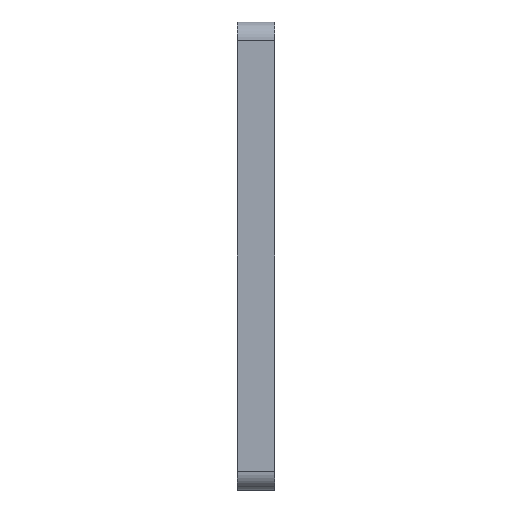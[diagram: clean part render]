
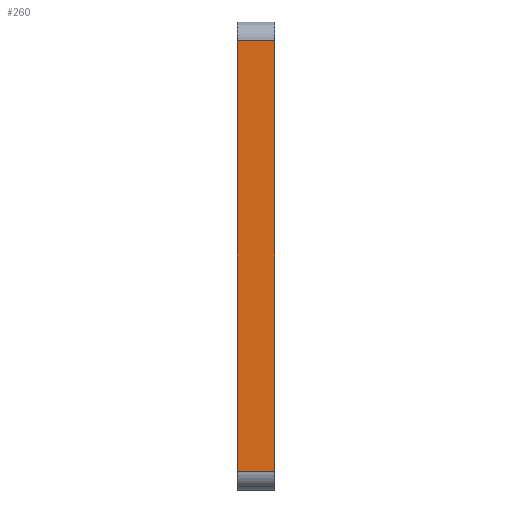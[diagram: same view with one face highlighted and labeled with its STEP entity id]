
A CAD part, left-side view. The second image highlights one B-rep face of the part: STEP entity #260.
In plain terms, the highlighted planar face has unit normal (-1, 0, 0).
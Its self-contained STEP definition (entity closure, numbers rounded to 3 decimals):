
#10 = LINE ( 'NONE', #1413, #871 ) ;
#30 = ORIENTED_EDGE ( 'NONE', *, *, #585, .T. ) ;
#34 = CARTESIAN_POINT ( 'NONE',  ( -40., 0., -23. ) ) ;
#86 = LINE ( 'NONE', #1108, #1461 ) ;
#215 = EDGE_CURVE ( 'NONE', #1524, #1248, #677, .T. ) ;
#231 = CARTESIAN_POINT ( 'NONE',  ( -40., 2., -23. ) ) ;
#235 = ORIENTED_EDGE ( 'NONE', *, *, #1160, .F. ) ;
#256 = DIRECTION ( 'NONE',  ( 0., 1., 0. ) ) ;
#260 = ADVANCED_FACE ( 'NONE', ( #1439 ), #657, .F. ) ;
#281 = CARTESIAN_POINT ( 'NONE',  ( -40., 2., -25. ) ) ;
#292 = EDGE_LOOP ( 'NONE', ( #235, #294, #922, #30 ) ) ;
#294 = ORIENTED_EDGE ( 'NONE', *, *, #554, .T. ) ;
#554 = EDGE_CURVE ( 'NONE', #1299, #1524, #1387, .T. ) ;
#585 = EDGE_CURVE ( 'NONE', #1248, #1092, #10, .T. ) ;
#657 = PLANE ( 'NONE',  #668 ) ;
#668 = AXIS2_PLACEMENT_3D ( 'NONE', #281, #1172, #1040 ) ;
#677 = LINE ( 'NONE', #1549, #1124 ) ;
#740 = DIRECTION ( 'NONE',  ( 0., -1., 0. ) ) ;
#773 = CARTESIAN_POINT ( 'NONE',  ( -40., 4., 23. ) ) ;
#871 = VECTOR ( 'NONE', #256, 1000. ) ;
#892 = CARTESIAN_POINT ( 'NONE',  ( -40., 4., -23. ) ) ;
#908 = VECTOR ( 'NONE', #740, 1000. ) ;
#922 = ORIENTED_EDGE ( 'NONE', *, *, #215, .T. ) ;
#931 = DIRECTION ( 'NONE',  ( 0., 0., 1. ) ) ;
#1040 = DIRECTION ( 'NONE',  ( 0., 0., -1. ) ) ;
#1092 = VERTEX_POINT ( 'NONE', #773 ) ;
#1108 = CARTESIAN_POINT ( 'NONE',  ( -40., 4., -25. ) ) ;
#1124 = VECTOR ( 'NONE', #931, 1000. ) ;
#1160 = EDGE_CURVE ( 'NONE', #1299, #1092, #86, .T. ) ;
#1172 = DIRECTION ( 'NONE',  ( 1., 0., 0. ) ) ;
#1237 = CARTESIAN_POINT ( 'NONE',  ( -40., 0., 23. ) ) ;
#1248 = VERTEX_POINT ( 'NONE', #1237 ) ;
#1299 = VERTEX_POINT ( 'NONE', #892 ) ;
#1364 = DIRECTION ( 'NONE',  ( 0., 0., 1. ) ) ;
#1387 = LINE ( 'NONE', #231, #908 ) ;
#1413 = CARTESIAN_POINT ( 'NONE',  ( -40., 2., 23. ) ) ;
#1439 = FACE_OUTER_BOUND ( 'NONE', #292, .T. ) ;
#1461 = VECTOR ( 'NONE', #1364, 1000. ) ;
#1524 = VERTEX_POINT ( 'NONE', #34 ) ;
#1549 = CARTESIAN_POINT ( 'NONE',  ( -40., 0., -25. ) ) ;
